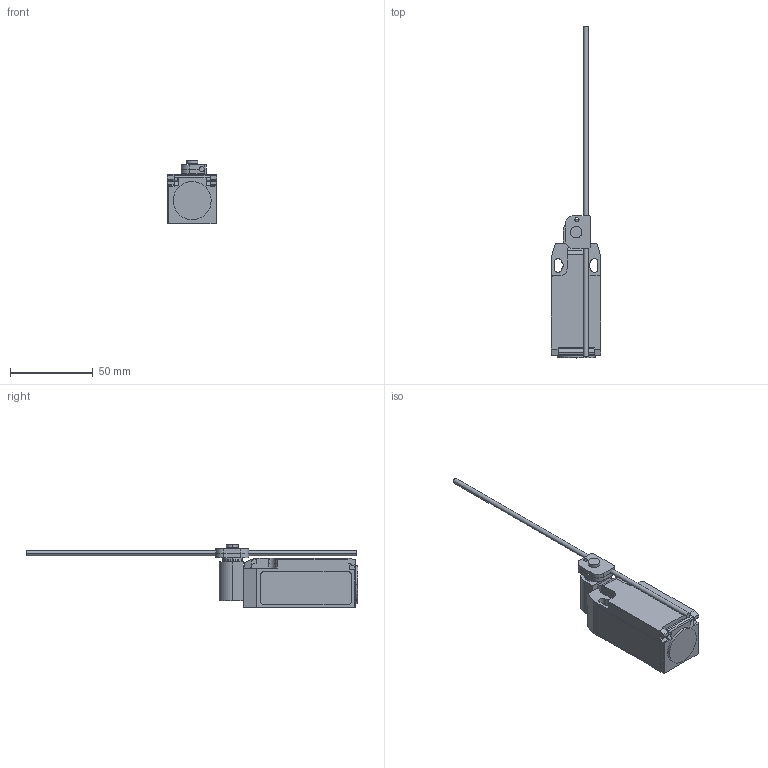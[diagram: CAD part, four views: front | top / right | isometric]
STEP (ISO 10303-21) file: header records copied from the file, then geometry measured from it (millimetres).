
FILE_DESCRIPTION((''),'2;1');
FILE_NAME('3d_KBL1D02.stp','2012-10-03T08:17:35',(''),(''),'Mechanical Desktop 2011','Mechanical Desktop 2011',', , ');
FILE_SCHEMA(('CONFIG_CONTROL_DESIGN'));
Length unit declared in the file: millimetre
Products named in the file (1): Product
Bounding box: 30.2 x 201.09 x 38.41 mm (x, y, z)
Volume: 64333.7 mm3; surface area: 17185 mm2
Topology: 10 solids, 10 shells, 177 faces, 498 edges, 353 vertices
Faces by surface type: plane 113, cylinder 61, bspline 3
Entity records: 5839 total; most frequent: CARTESIAN_POINT 1053, DIRECTION 978, ORIENTED_EDGE 970, EDGE_CURVE 485, VECTOR 368, LINE 368, VERTEX_POINT 328, AXIS2_PLACEMENT_3D 305
